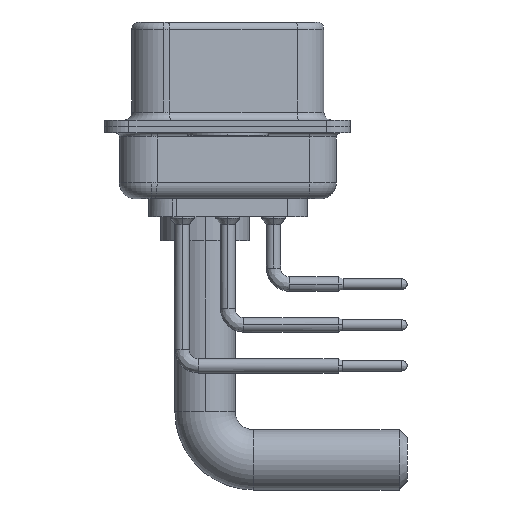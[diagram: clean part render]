
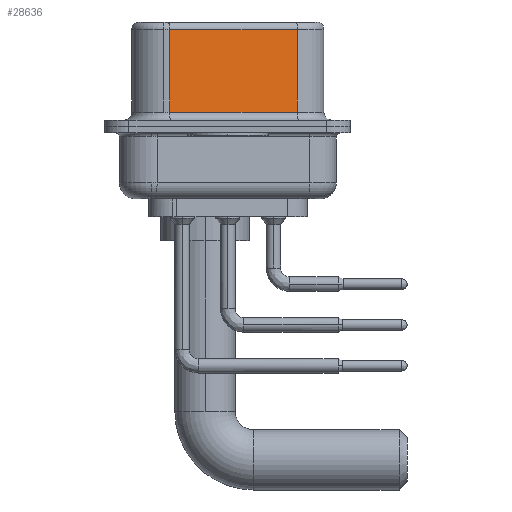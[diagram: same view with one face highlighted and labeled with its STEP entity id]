
A CAD part, left-side view. The second image highlights one B-rep face of the part: STEP entity #28636.
In plain terms, the highlighted planar face has unit normal (-0.985, -0.174, 0).
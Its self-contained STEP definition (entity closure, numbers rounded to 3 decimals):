
#303 = FACE_OUTER_BOUND ( 'NONE', #9970, .T. ) ;
#383 = EDGE_CURVE ( 'NONE', #30087, #19422, #17860, .T. ) ;
#832 = VERTEX_POINT ( 'NONE', #10197 ) ;
#3043 = CARTESIAN_POINT ( 'NONE',  ( 5.132, -4.322, 0.9 ) ) ;
#5050 = EDGE_CURVE ( 'NONE', #19422, #21150, #7097, .T. ) ;
#5597 = CARTESIAN_POINT ( 'NONE',  ( 5.132, -4.322, 6.02 ) ) ;
#7097 = LINE ( 'NONE', #34276, #11918 ) ;
#8494 = EDGE_CURVE ( 'NONE', #21150, #832, #30031, .T. ) ;
#8977 = ORIENTED_EDGE ( 'NONE', *, *, #8494, .T. ) ;
#9970 = EDGE_LOOP ( 'NONE', ( #31297, #33485, #20139, #8977 ) ) ;
#10197 = CARTESIAN_POINT ( 'NONE',  ( 5.132, -4.322, 0.9 ) ) ;
#11138 = DIRECTION ( 'NONE',  ( 0.174, -0.985, 0. ) ) ;
#11310 = DIRECTION ( 'NONE',  ( 0.985, 0.174, 0. ) ) ;
#11918 = VECTOR ( 'NONE', #15018, 1000. ) ;
#12299 = CARTESIAN_POINT ( 'NONE',  ( 5.132, -4.322, 6.02 ) ) ;
#13934 = AXIS2_PLACEMENT_3D ( 'NONE', #19959, #11310, #14188 ) ;
#14188 = DIRECTION ( 'NONE',  ( -0.174, 0.985, 0. ) ) ;
#15018 = DIRECTION ( 'NONE',  ( 0., 0., -1. ) ) ;
#15283 = LINE ( 'NONE', #34180, #31674 ) ;
#17843 = VECTOR ( 'NONE', #31170, 1000. ) ;
#17850 = CARTESIAN_POINT ( 'NONE',  ( 3.73, 3.628, 6.02 ) ) ;
#17860 = LINE ( 'NONE', #12299, #17843 ) ;
#19422 = VERTEX_POINT ( 'NONE', #17850 ) ;
#19959 = CARTESIAN_POINT ( 'NONE',  ( 5.132, -4.322, 6.52 ) ) ;
#20139 = ORIENTED_EDGE ( 'NONE', *, *, #5050, .T. ) ;
#20685 = DIRECTION ( 'NONE',  ( 0., 0., -1. ) ) ;
#21150 = VERTEX_POINT ( 'NONE', #34374 ) ;
#27863 = PLANE ( 'NONE',  #13934 ) ;
#28636 = ADVANCED_FACE ( 'NONE', ( #303 ), #27863, .F. ) ;
#30031 = LINE ( 'NONE', #3043, #32151 ) ;
#30087 = VERTEX_POINT ( 'NONE', #5597 ) ;
#31170 = DIRECTION ( 'NONE',  ( -0.174, 0.985, 0. ) ) ;
#31297 = ORIENTED_EDGE ( 'NONE', *, *, #34774, .F. ) ;
#31674 = VECTOR ( 'NONE', #20685, 1000. ) ;
#32151 = VECTOR ( 'NONE', #11138, 1000. ) ;
#33485 = ORIENTED_EDGE ( 'NONE', *, *, #383, .T. ) ;
#34180 = CARTESIAN_POINT ( 'NONE',  ( 5.132, -4.322, 6.52 ) ) ;
#34276 = CARTESIAN_POINT ( 'NONE',  ( 3.73, 3.628, 6.52 ) ) ;
#34374 = CARTESIAN_POINT ( 'NONE',  ( 3.73, 3.628, 0.9 ) ) ;
#34774 = EDGE_CURVE ( 'NONE', #30087, #832, #15283, .T. ) ;
